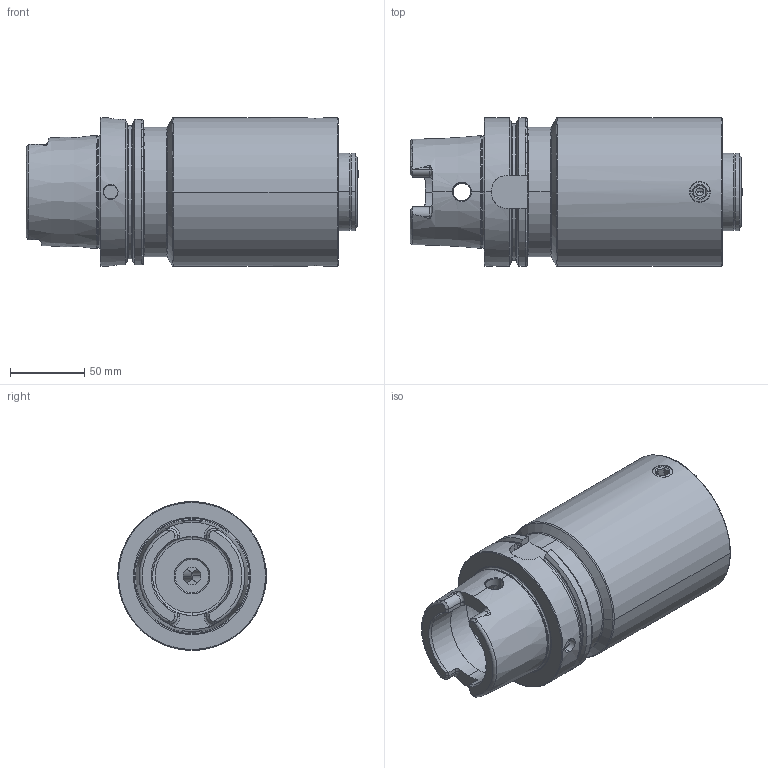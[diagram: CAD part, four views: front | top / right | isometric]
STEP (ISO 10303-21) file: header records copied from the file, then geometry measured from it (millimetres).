
FILE_DESCRIPTION (( 'STEP AP214' ), '1' );
FILE_NAME ('HA0.HA0.K01.160.STEP', '2011-10-06T12:34:00', ( 'SwiAdmin' ), ( '' ), 'SwSTEP 2.0', 'SolidWorks 2011', '' );
FILE_SCHEMA (( 'AUTOMOTIVE_DESIGN' ));
Length unit declared in the file: millimetre
Products named in the file (11): HA0-ER2.001.012; ISO 13337 - 6 x 26_Default; HA0-ER1.001.000; Stift0; Spindel0; Backe0; Dichtung0; O-Ring; Grundkörper0; HA0-HA0.K01.160_B_Fertigbearbeitung; HA0.HA0.K01.160
Assembly tree (12 placements, depth 3):
  HA0.HA0.K01.160
    HA0-HA0.K01.160_B_Fertigbearbeitung
    HA0-ER1.001.000
      Grundkörper0
      Backe0  x2
      Spindel0
      Dichtung0
      Stift0
      O-Ring
    ISO 13337 - 6 x 26_Default
    HA0-ER2.001.012  x2
Bounding box: 223.3 x 100 x 100 mm (x, y, z)
Volume: 1132789.7 mm3; surface area: 156883.2 mm2
Topology: 11 solids, 11 shells, 472 faces, 1170 edges, 727 vertices
Faces by surface type: cylinder 158, plane 148, cone 89, torus 69, bspline 8
Entity records: 17125 total; most frequent: CARTESIAN_POINT 4774, DIRECTION 2261, ORIENTED_EDGE 2160, EDGE_CURVE 1080, AXIS2_PLACEMENT_3D 917, VERTEX_POINT 676, CIRCLE 476, EDGE_LOOP 474
